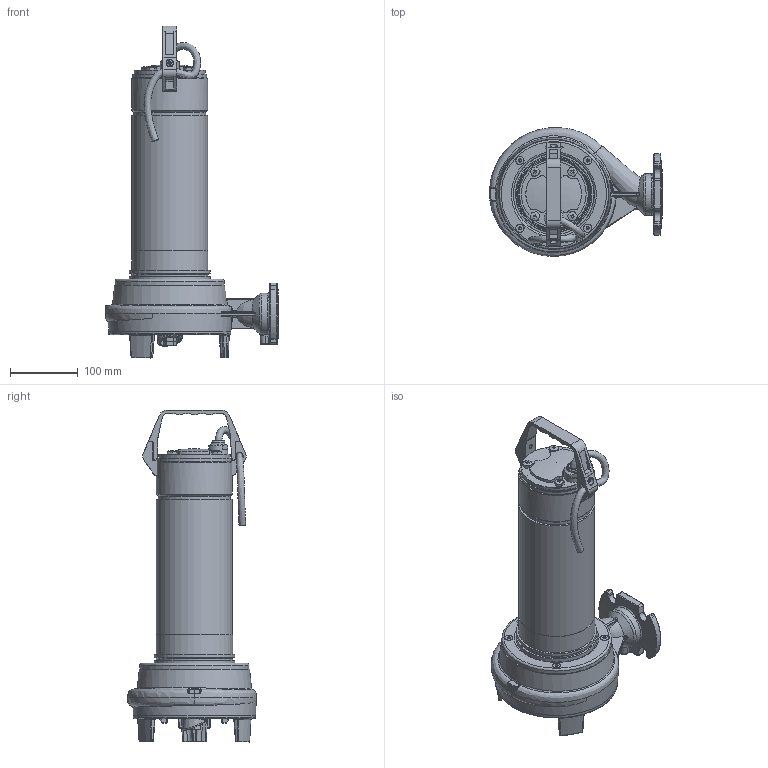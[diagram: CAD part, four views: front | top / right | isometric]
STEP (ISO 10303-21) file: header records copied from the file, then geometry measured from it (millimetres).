
FILE_DESCRIPTION(('STEP AP203'),'2;1');
FILE_NAME('4_93_436_01_REV00.stp','2015-10-12T17:37:55',(''),(''),'2015.2.119','THINKDESIGN','');
FILE_SCHEMA(('CONFIG_CONTROL_DESIGN'));
Length unit declared in the file: millimetre
Products named in the file (16): 3_65_405_semplificato; 3_92_153_L315_semplificato; M6x35_UNI_5933; 3_92_128_semplificato_foro1; 4_92_125_semplificato; 4_92_127-L22_semplificato; 3_92_151_semplificato; 3_92_152-11_5_semplificato; 3_92_152-CIECO_semplificato; Vite_TCB_M5x201; 1_65_103_REV00_semplificato; 2_65_180_REV00_semplificato; 4_65_1065_REV00_semplificato; 4_65_1064_REV00_semplificato; M8; top
Assembly tree (23 placements, depth 2):
  top
    3_65_405_semplificato
    3_92_153_L315_semplificato
    M6x35_UNI_5933  x4
    3_92_128_semplificato_foro1
    4_92_125_semplificato  x4
    4_92_127-L22_semplificato
    3_92_151_semplificato
    3_92_152-11_5_semplificato
    3_92_152-CIECO_semplificato
    Vite_TCB_M5x201  x2
    1_65_103_REV00_semplificato
    2_65_180_REV00_semplificato
    4_65_1065_REV00_semplificato
    4_65_1064_REV00_semplificato
    M8  x2
Bounding box: 254.49 x 189.77 x 488.7 mm (x, y, z)
Volume: 5112639 mm3; surface area: 471869.5 mm2
Topology: 25 solids, 25 shells, 1203 faces, 3109 edges, 1986 vertices
Faces by surface type: bspline 527, plane 460, cylinder 216
Full cylindrical faces by diameter (mm): 4.2 x2, 5 x4, 5.5 x2, 6 x16, 6.6 x2, 8.917 x8, 10 x3, 10.5 x1, 11 x2, 12 x4, 20 x1, 20.3 x1, 21 x1, 22 x1, 24 x1, 27.9 x1, 29 x1, 30 x1, 45 x1, 50 x1, 81.5 x1, 82.2 x1, 95.5 x1, 102 x1, 105 x1, 106 x1, 112 x2, 112.5 x1, 113 x1, 118.7 x2
Entity records: 131588 total; most frequent: CARTESIAN_POINT 107571, ORIENTED_EDGE 5004, DIRECTION 3764, EDGE_CURVE 2502, VERTEX_POINT 1598, AXIS2_PLACEMENT_3D 1434, EDGE_LOOP 1060, FACE_OUTER_BOUND 975
